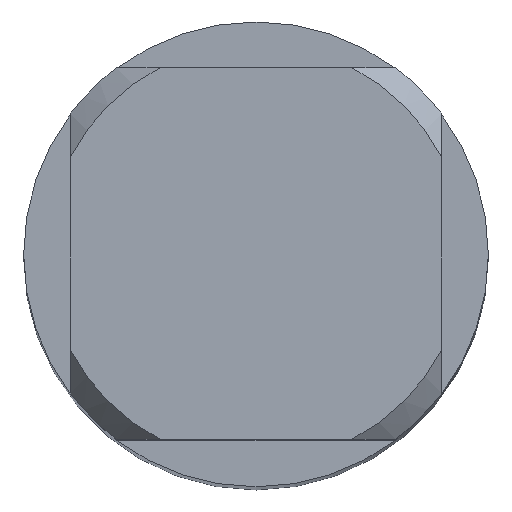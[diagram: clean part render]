
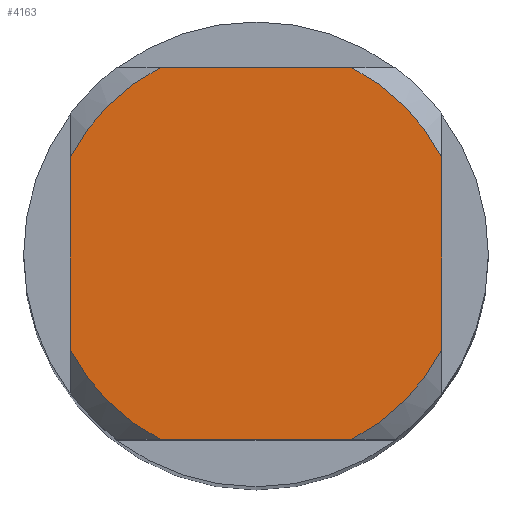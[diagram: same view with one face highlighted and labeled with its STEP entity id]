
A CAD part, top view. The second image highlights one B-rep face of the part: STEP entity #4163.
In plain terms, the highlighted planar face has unit normal (0, 0, 1).
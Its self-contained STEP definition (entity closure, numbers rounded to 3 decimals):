
#2617=VERTEX_POINT('',#6953);
#2645=EDGE_CURVE('',#5385,#3777,#6983,.T.);
#3373=VERTEX_POINT('',#7789);
#3603=VERTEX_POINT('',#8040);
#3631=VERTEX_POINT('',#8070);
#3777=VERTEX_POINT('',#8227);
#3851=EDGE_CURVE('',#5385,#3373,#8307,.T.);
#4017=EDGE_CURVE('',#2617,#3603,#8485,.T.);
#4163=ADVANCED_FACE('',(#8643),#8644,.T.);
#4185=EDGE_CURVE('',#3631,#3373,#8667,.T.);
#4631=VERTEX_POINT('',#9151);
#4809=EDGE_CURVE('',#6351,#3603,#9337,.T.);
#5103=EDGE_CURVE('',#3631,#4631,#9652,.T.);
#5385=VERTEX_POINT('',#9957);
#6055=EDGE_CURVE('',#6351,#3777,#10678,.T.);
#6351=VERTEX_POINT('',#10999);
#6359=EDGE_CURVE('',#2617,#4631,#11007,.T.);
#6953=CARTESIAN_POINT('',(4.0,-2.062,0.0));
#6983=CIRCLE('',#12058,4.5);
#7789=CARTESIAN_POINT('',(-4.0,-2.062,0.0));
#8040=CARTESIAN_POINT('',(4.0,2.062,0.0));
#8070=CARTESIAN_POINT('',(-2.062,-4.0,0.0));
#8227=CARTESIAN_POINT('',(-2.062,4.0,0.0));
#8307=LINE('',#14400,#14401);
#8485=LINE('',#14744,#14745);
#8643=FACE_OUTER_BOUND('',#15014,.T.);
#8644=PLANE('',#15015);
#8667=CIRCLE('',#15051,4.5);
#9151=CARTESIAN_POINT('',(2.062,-4.0,0.0));
#9337=CIRCLE('',#16276,4.5);
#9652=LINE('',#16908,#16909);
#9957=CARTESIAN_POINT('',(-4.0,2.062,0.0));
#10678=LINE('',#18835,#18836);
#10999=CARTESIAN_POINT('',(2.062,4.0,0.0));
#11007=CIRCLE('',#19436,4.5);
#12058=AXIS2_PLACEMENT_3D('',#20111,#20112,#20113);
#14400=CARTESIAN_POINT('',(-4.0,1.125,0.0));
#14401=VECTOR('',#21528,1.0);
#14744=CARTESIAN_POINT('',(4.0,1.125,0.0));
#14745=VECTOR('',#21679,1.0);
#15014=EDGE_LOOP('',(#21979,#21980,#21981,#21982,#21983,#21984,#21985,#21986));
#15015=AXIS2_PLACEMENT_3D('',#21987,#21988,#21989);
#15051=AXIS2_PLACEMENT_3D('',#22006,#22007,#22008);
#16276=AXIS2_PLACEMENT_3D('',#22711,#22712,#22713);
#16908=CARTESIAN_POINT('',(0.0,-4.0,0.0));
#16909=VECTOR('',#23117,1.0);
#18835=CARTESIAN_POINT('',(0.0,4.0,0.0));
#18836=VECTOR('',#24281,1.0);
#19436=AXIS2_PLACEMENT_3D('',#24578,#24579,#24580);
#20111=CARTESIAN_POINT('',(0.0,0.0,0.0));
#20112=DIRECTION('',(0.0,0.0,-1.0));
#20113=DIRECTION('',(0.0,1.0,0.0));
#21528=DIRECTION('',(-0.0,-1.0,0.0));
#21679=DIRECTION('',(-0.0,1.0,0.0));
#21979=ORIENTED_EDGE('',*,*,#3851,.T.);
#21980=ORIENTED_EDGE('',*,*,#4185,.F.);
#21981=ORIENTED_EDGE('',*,*,#5103,.T.);
#21982=ORIENTED_EDGE('',*,*,#6359,.F.);
#21983=ORIENTED_EDGE('',*,*,#4017,.T.);
#21984=ORIENTED_EDGE('',*,*,#4809,.F.);
#21985=ORIENTED_EDGE('',*,*,#6055,.T.);
#21986=ORIENTED_EDGE('',*,*,#2645,.F.);
#21987=CARTESIAN_POINT('',(0.0,2.25,0.0));
#21988=DIRECTION('',(-0.0,0.0,1.0));
#21989=DIRECTION('',(0.0,-1.0,0.0));
#22006=CARTESIAN_POINT('',(0.0,0.0,0.0));
#22007=DIRECTION('',(0.0,0.0,-1.0));
#22008=DIRECTION('',(0.0,1.0,0.0));
#22711=CARTESIAN_POINT('',(0.0,0.0,0.0));
#22712=DIRECTION('',(0.0,0.0,-1.0));
#22713=DIRECTION('',(0.0,1.0,0.0));
#23117=DIRECTION('',(1.0,0.0,0.0));
#24281=DIRECTION('',(-1.0,0.0,0.0));
#24578=CARTESIAN_POINT('',(0.0,0.0,0.0));
#24579=DIRECTION('',(0.0,0.0,-1.0));
#24580=DIRECTION('',(0.0,1.0,0.0));
